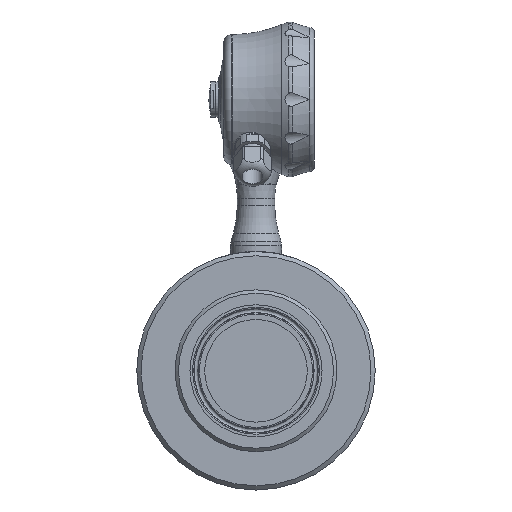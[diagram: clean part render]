
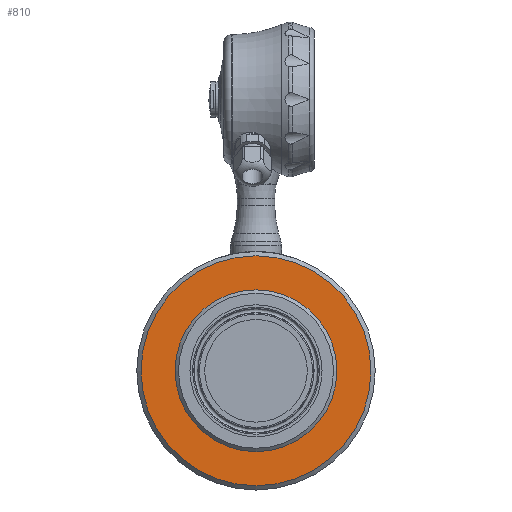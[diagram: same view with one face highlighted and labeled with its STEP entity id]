
A CAD part, front view. The second image highlights one B-rep face of the part: STEP entity #810.
In plain terms, the highlighted planar face has unit normal (0, -1, 0).
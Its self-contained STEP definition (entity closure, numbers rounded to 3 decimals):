
#810 = ADVANCED_FACE( '', ( #2023, #2024 ), #2025, .T. );
#2023 = FACE_OUTER_BOUND( '', #3925, .T. );
#2024 = FACE_BOUND( '', #3926, .T. );
#2025 = PLANE( '', #3927 );
#3925 = EDGE_LOOP( '', ( #6819 ) );
#3926 = EDGE_LOOP( '', ( #6820 ) );
#3927 = AXIS2_PLACEMENT_3D( '', #6821, #6822, #6823 );
#6819 = ORIENTED_EDGE( '', *, *, #10363, .T. );
#6820 = ORIENTED_EDGE( '', *, *, #10889, .F. );
#6821 = CARTESIAN_POINT( '', ( 0., -50., 47.5 ) );
#6822 = DIRECTION( '', ( 0., -1., 0. ) );
#6823 = DIRECTION( '', ( 0., 0., 1. ) );
#10363 = EDGE_CURVE( '', #12199, #12199, #12200, .T. );
#10889 = EDGE_CURVE( '', #13088, #13088, #13089, .T. );
#12199 = VERTEX_POINT( '', #15093 );
#12200 = CIRCLE( '', #15094, 67.5 );
#13088 = VERTEX_POINT( '', #17379 );
#13089 = CIRCLE( '', #17380, 47.5 );
#15093 = CARTESIAN_POINT( '', ( 0., -50., 67.5 ) );
#15094 = AXIS2_PLACEMENT_3D( '', #21535, #21536, #21537 );
#17379 = CARTESIAN_POINT( '', ( 0., -50., 47.5 ) );
#17380 = AXIS2_PLACEMENT_3D( '', #22144, #22145, #22146 );
#21535 = CARTESIAN_POINT( '', ( 0., -50., 0. ) );
#21536 = DIRECTION( '', ( 0., -1., 0. ) );
#21537 = DIRECTION( '', ( 0., 0., 1. ) );
#22144 = CARTESIAN_POINT( '', ( 0., -50., 0. ) );
#22145 = DIRECTION( '', ( 0., -1., 0. ) );
#22146 = DIRECTION( '', ( 0., 0., 1. ) );
